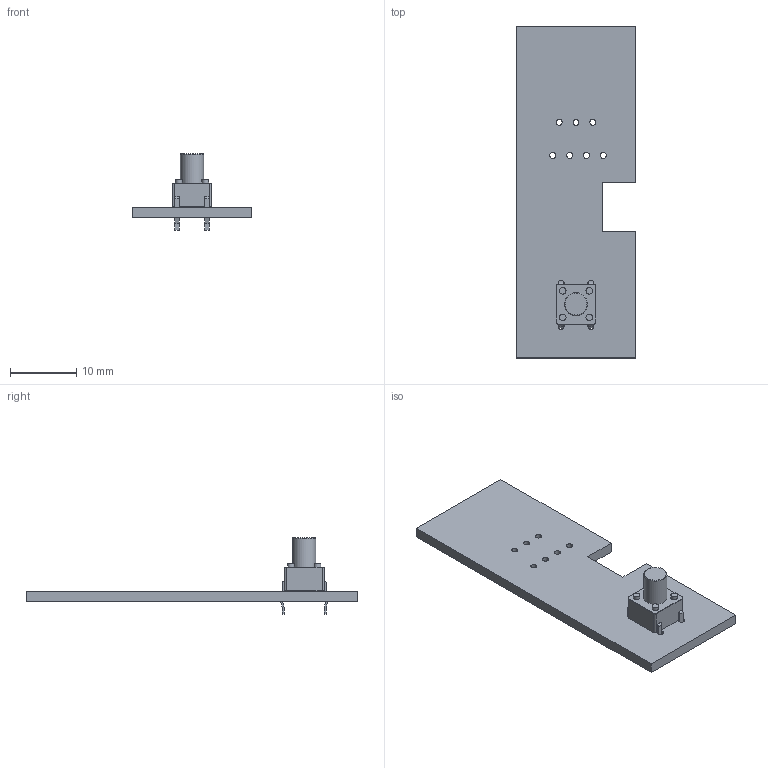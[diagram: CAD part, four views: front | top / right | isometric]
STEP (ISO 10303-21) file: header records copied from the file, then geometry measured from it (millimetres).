
FILE_DESCRIPTION(('KiCad electronic assembly'),'2;1');
FILE_NAME('ui_board.step','2024-07-21T17:26:52',('An Author'),( 'A Company'),'Open CASCADE STEP processor 6.9', 'KiCad to STEP converter','Unknown');
FILE_SCHEMA(('AUTOMOTIVE_DESIGN { 1 0 10303 214 1 1 1 1 }'));
Length unit declared in the file: millimetre
Products named in the file (4): Open CASCADE STEP translator 6.9 1; SW_PUSH_6mm_H8mm; SOLID; COMPOUND
Assembly tree (3 placements, depth 3):
  Open CASCADE STEP translator 6.9 1
    SW_PUSH_6mm_H8mm
      SOLID
    COMPOUND
Bounding box: 18 x 50 x 11.5 mm (x, y, z)
Volume: 1546.2 mm3; surface area: 2238.2 mm2
Topology: 2 solids, 2 shells, 126 faces, 334 edges, 217 vertices
Faces by surface type: plane 73, cylinder 52, torus 1
Full cylindrical faces by diameter (mm): 0.9 x11, 1 x4, 3.5 x1
Entity records: 9214 total; most frequent: CARTESIAN_POINT 1559, DIRECTION 1329, LINE 804, VECTOR 804, ORIENTED_EDGE 668, PCURVE 668, DEFINITIONAL_REPRESENTATION 668, EDGE_CURVE 334
